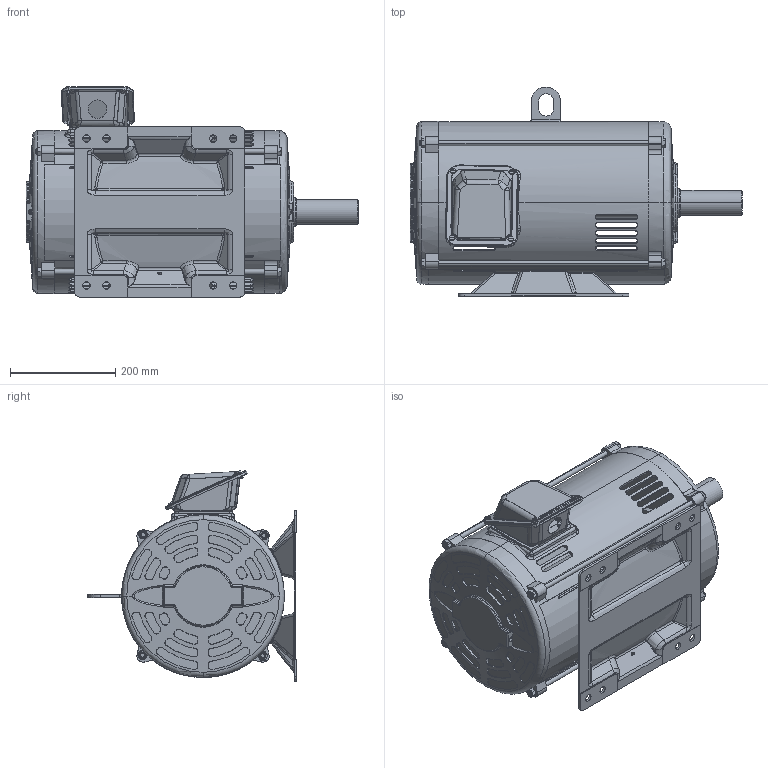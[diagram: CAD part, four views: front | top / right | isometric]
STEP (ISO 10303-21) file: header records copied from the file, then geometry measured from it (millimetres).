
FILE_DESCRIPTION (( 'STEP AP214' ), '1' );
FILE_NAME ('MTDP-030-3BD18.STEP', '2024-01-29T19:13:05', ( '' ), ( '' ), 'SwSTEP 2.0', 'SolidWorks 2021', '' );
FILE_SCHEMA (( 'AUTOMOTIVE_DESIGN' ));
Length unit declared in the file: inch
Products named in the file (1): MTDP-030-3BD18
Bounding box: 631.65 x 397.66 x 400.27 mm (x, y, z)
Volume: 10417504.1 mm3; surface area: 1770247 mm2
Topology: 9 solids, 10 shells, 2562 faces, 6993 edges, 4405 vertices
Faces by surface type: cylinder 1027, plane 580, cone 535, bspline 342, torus 42, sphere 36
Entity records: 145594 total; most frequent: CARTESIAN_POINT 88232, ORIENTED_EDGE 13922, DIRECTION 9735, EDGE_CURVE 6961, VERTEX_POINT 4405, AXIS2_PLACEMENT_3D 3606, EDGE_LOOP 2778, FACE_OUTER_BOUND 2562
